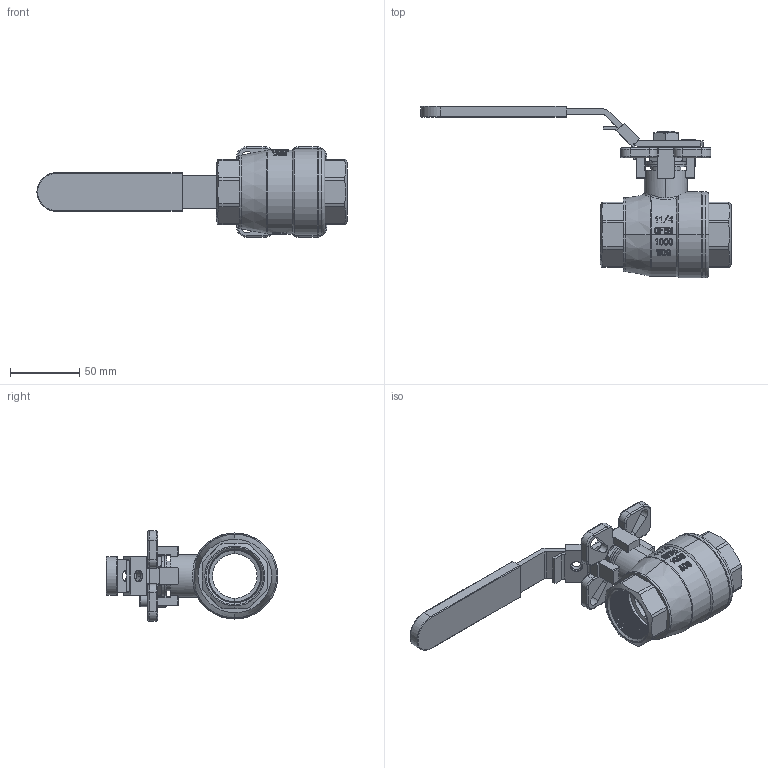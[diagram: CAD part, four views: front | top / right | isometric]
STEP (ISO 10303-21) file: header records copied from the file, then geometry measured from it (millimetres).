
FILE_DESCRIPTION (( 'STEP AP203' ), '1' );
FILE_NAME ('1.25-1000WOG蚾饜芞.STEP', '2017-02-11T01:20:42', ( 'XiTongTianDi' ), ( 'XiTongTianDi.Com' ), 'SwSTEP 2.0', 'SolidWorks 2013', '' );
FILE_SCHEMA (( 'CONFIG_CONTROL_DESIGN' ));
Length unit declared in the file: millimetre
Products named in the file (12): hex thin nut chamfered gradeab_iso_Hexagon Thin Nut ISO - 4035 - M12 - N; 1.25-1000WOG概极; socket head cap screw_iso_ISO 4762 M6 x 12 --- 12N; 概裝; hex nut gradec_iso_Hexagon Nut ISO - 4034 - M6 - N; 跡鰍; 1.25-1000WOG蚾饜芞; 評倛粟え; hex thin nut chamfered gradeab_iso_Hexagon Thin Nut ISO - 4035 - M16 - N; 滅侂菜え; 方口垫圈; 忒梟
Assembly tree (12 placements, depth 2):
  1.25-1000WOG蚾饜芞
    1.25-1000WOG概极
    概裝
    跡鰍
    評倛粟え  x2
    hex thin nut chamfered gradeab_iso_Hexagon Thin Nut ISO - 4035 - M16 - N
    滅侂菜え
    方口垫圈
    忒梟
    hex thin nut chamfered gradeab_iso_Hexagon Thin Nut ISO - 4035 - M12 - N
    socket head cap screw_iso_ISO 4762 M6 x 12 --- 12N
    hex nut gradec_iso_Hexagon Nut ISO - 4034 - M6 - N
Bounding box: 223.22 x 123.6 x 65 mm (x, y, z)
Volume: 224489.4 mm3; surface area: 73753.4 mm2
Topology: 13 solids, 13 shells, 1221 faces, 3196 edges, 2045 vertices
Faces by surface type: cylinder 398, plane 393, cone 223, bspline 130, torus 71, sphere 6
Entity records: 88967 total; most frequent: CARTESIAN_POINT 60024, ORIENTED_EDGE 6356, DIRECTION 4999, EDGE_CURVE 3178, VERTEX_POINT 2035, AXIS2_PLACEMENT_3D 1833, VECTOR 1333, LINE 1333
